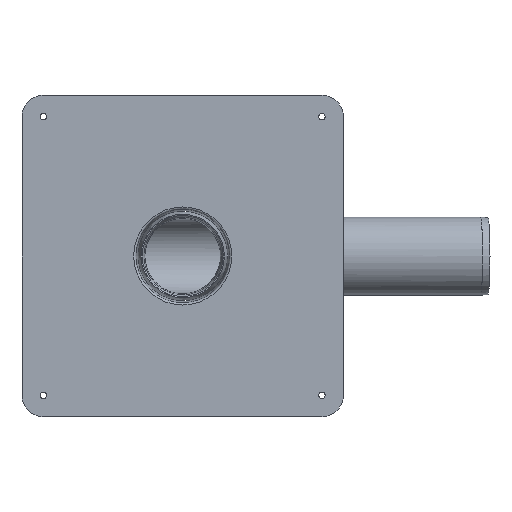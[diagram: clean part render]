
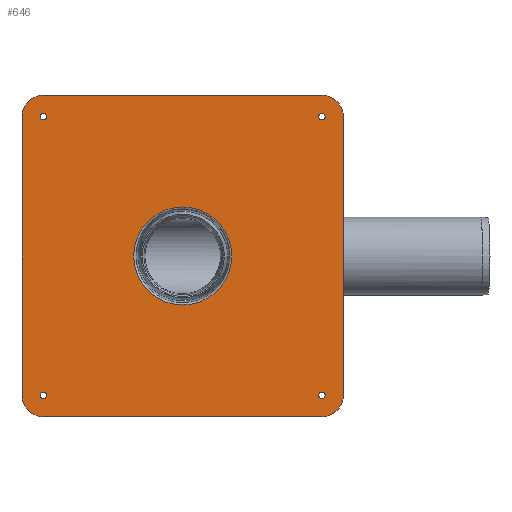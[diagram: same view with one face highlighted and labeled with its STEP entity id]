
A CAD part, top view. The second image highlights one B-rep face of the part: STEP entity #646.
In plain terms, the highlighted planar face has unit normal (0, 0, 1).
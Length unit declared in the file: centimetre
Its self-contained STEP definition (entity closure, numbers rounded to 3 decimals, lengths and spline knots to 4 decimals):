
#33=FACE_BOUND('',#129,.T.);
#34=FACE_BOUND('',#130,.T.);
#35=FACE_BOUND('',#131,.T.);
#36=FACE_BOUND('',#132,.T.);
#37=FACE_BOUND('',#133,.T.);
#46=PLANE('',#793);
#87=FACE_OUTER_BOUND('',#128,.T.);
#128=EDGE_LOOP('',(#463,#464,#465,#466,#467,#468,#469,#470));
#129=EDGE_LOOP('',(#471));
#130=EDGE_LOOP('',(#472));
#131=EDGE_LOOP('',(#473));
#132=EDGE_LOOP('',(#474));
#133=EDGE_LOOP('',(#475));
#178=CIRCLE('',#775,45.75);
#180=CIRCLE('',#778,3.);
#182=CIRCLE('',#781,3.);
#184=CIRCLE('',#784,3.);
#186=CIRCLE('',#787,3.);
#189=CIRCLE('',#791,20.);
#190=CIRCLE('',#794,20.);
#191=CIRCLE('',#795,20.);
#192=CIRCLE('',#796,20.);
#245=VERTEX_POINT('',#1161);
#246=VERTEX_POINT('',#1165);
#248=VERTEX_POINT('',#1171);
#250=VERTEX_POINT('',#1177);
#252=VERTEX_POINT('',#1183);
#256=VERTEX_POINT('',#1192);
#257=VERTEX_POINT('',#1194);
#258=VERTEX_POINT('',#1198);
#260=VERTEX_POINT('',#1204);
#261=VERTEX_POINT('',#1206);
#262=VERTEX_POINT('',#1208);
#263=VERTEX_POINT('',#1210);
#264=VERTEX_POINT('',#1212);
#319=EDGE_CURVE('',#245,#245,#178,.T.);
#321=EDGE_CURVE('',#246,#246,#180,.T.);
#324=EDGE_CURVE('',#248,#248,#182,.T.);
#327=EDGE_CURVE('',#250,#250,#184,.T.);
#330=EDGE_CURVE('',#252,#252,#186,.T.);
#335=EDGE_CURVE('',#256,#257,#189,.T.);
#337=EDGE_CURVE('',#258,#257,#696,.T.);
#340=EDGE_CURVE('',#256,#260,#699,.T.);
#341=EDGE_CURVE('',#261,#260,#190,.T.);
#342=EDGE_CURVE('',#261,#262,#700,.T.);
#343=EDGE_CURVE('',#263,#262,#191,.T.);
#344=EDGE_CURVE('',#263,#264,#701,.T.);
#345=EDGE_CURVE('',#258,#264,#192,.T.);
#463=ORIENTED_EDGE('',*,*,#335,.F.);
#464=ORIENTED_EDGE('',*,*,#340,.T.);
#465=ORIENTED_EDGE('',*,*,#341,.F.);
#466=ORIENTED_EDGE('',*,*,#342,.T.);
#467=ORIENTED_EDGE('',*,*,#343,.F.);
#468=ORIENTED_EDGE('',*,*,#344,.T.);
#469=ORIENTED_EDGE('',*,*,#345,.F.);
#470=ORIENTED_EDGE('',*,*,#337,.T.);
#471=ORIENTED_EDGE('',*,*,#319,.T.);
#472=ORIENTED_EDGE('',*,*,#321,.T.);
#473=ORIENTED_EDGE('',*,*,#324,.T.);
#474=ORIENTED_EDGE('',*,*,#327,.T.);
#475=ORIENTED_EDGE('',*,*,#330,.T.);
#646=ADVANCED_FACE('',(#87,#33,#34,#35,#36,#37),#46,.T.);
#696=LINE('',#1199,#733);
#699=LINE('',#1205,#736);
#700=LINE('',#1209,#737);
#701=LINE('',#1213,#738);
#733=VECTOR('',#948,1.);
#736=VECTOR('',#953,1.);
#737=VECTOR('',#956,1.);
#738=VECTOR('',#959,1.);
#775=AXIS2_PLACEMENT_3D('',#1162,#906,#907);
#778=AXIS2_PLACEMENT_3D('',#1166,#912,#913);
#781=AXIS2_PLACEMENT_3D('',#1172,#919,#920);
#784=AXIS2_PLACEMENT_3D('',#1178,#926,#927);
#787=AXIS2_PLACEMENT_3D('',#1184,#933,#934);
#791=AXIS2_PLACEMENT_3D('',#1195,#943,#944);
#793=AXIS2_PLACEMENT_3D('',#1203,#951,#952);
#794=AXIS2_PLACEMENT_3D('',#1207,#954,#955);
#795=AXIS2_PLACEMENT_3D('',#1211,#957,#958);
#796=AXIS2_PLACEMENT_3D('',#1214,#960,#961);
#906=DIRECTION('center_axis',(0.,0.,-1.));
#907=DIRECTION('ref_axis',(1.,0.,0.));
#912=DIRECTION('center_axis',(0.,0.,
-1.));
#913=DIRECTION('ref_axis',(0.,-1.,0.));
#919=DIRECTION('center_axis',(0.,0.,
-1.));
#920=DIRECTION('ref_axis',(0.,1.,0.));
#926=DIRECTION('center_axis',(0.,0.,
-1.));
#927=DIRECTION('ref_axis',(1.,0.,0.));
#933=DIRECTION('center_axis',(0.,0.,
-1.));
#934=DIRECTION('ref_axis',(-1.,0.,0.));
#943=DIRECTION('center_axis',(0.,0.,
-1.));
#944=DIRECTION('ref_axis',(0.707,0.707,0.));
#948=DIRECTION('',(0.,1.,0.));
#951=DIRECTION('center_axis',(0.,0.,
1.));
#952=DIRECTION('ref_axis',(1.,0.,0.));
#953=DIRECTION('',(-1.,0.,0.));
#954=DIRECTION('center_axis',(0.,0.,
-1.));
#955=DIRECTION('ref_axis',(-0.707,0.707,0.));
#956=DIRECTION('',(0.,-1.,0.));
#957=DIRECTION('center_axis',(0.,0.,
-1.));
#958=DIRECTION('ref_axis',(-0.707,-0.707,0.));
#959=DIRECTION('',(1.,0.,0.));
#960=DIRECTION('center_axis',(0.,0.,
-1.));
#961=DIRECTION('ref_axis',(0.707,-0.707,0.));
#1161=CARTESIAN_POINT('',(45.75,0.,298.));
#1162=CARTESIAN_POINT('Origin',(0.,0.,298.));
#1165=CARTESIAN_POINT('',(130.,-127.,298.));
#1166=CARTESIAN_POINT('Origin',(130.,-130.,298.));
#1171=CARTESIAN_POINT('',(-130.,127.,298.));
#1172=CARTESIAN_POINT('Origin',(-130.,130.,298.));
#1177=CARTESIAN_POINT('',(127.,130.,298.));
#1178=CARTESIAN_POINT('Origin',(130.,130.,298.));
#1183=CARTESIAN_POINT('',(-127.,-130.,298.));
#1184=CARTESIAN_POINT('Origin',(-130.,-130.,298.));
#1192=CARTESIAN_POINT('',(130.,150.,298.));
#1194=CARTESIAN_POINT('',(150.,130.,298.));
#1195=CARTESIAN_POINT('Origin',(130.,130.,298.));
#1198=CARTESIAN_POINT('',(150.,-130.,298.));
#1199=CARTESIAN_POINT('',(150.,0.,298.));
#1203=CARTESIAN_POINT('Origin',(0.,70.,
298.));
#1204=CARTESIAN_POINT('',(-130.,150.,298.));
#1205=CARTESIAN_POINT('',(0.,150.,298.));
#1206=CARTESIAN_POINT('',(-150.,130.,298.));
#1207=CARTESIAN_POINT('Origin',(-130.,130.,298.));
#1208=CARTESIAN_POINT('',(-150.,-130.,298.));
#1209=CARTESIAN_POINT('',(-150.,0.,298.));
#1210=CARTESIAN_POINT('',(-130.,-150.,298.));
#1211=CARTESIAN_POINT('Origin',(-130.,-130.,298.));
#1212=CARTESIAN_POINT('',(130.,-150.,298.));
#1213=CARTESIAN_POINT('',(0.,-150.,298.));
#1214=CARTESIAN_POINT('Origin',(130.,-130.,298.));
